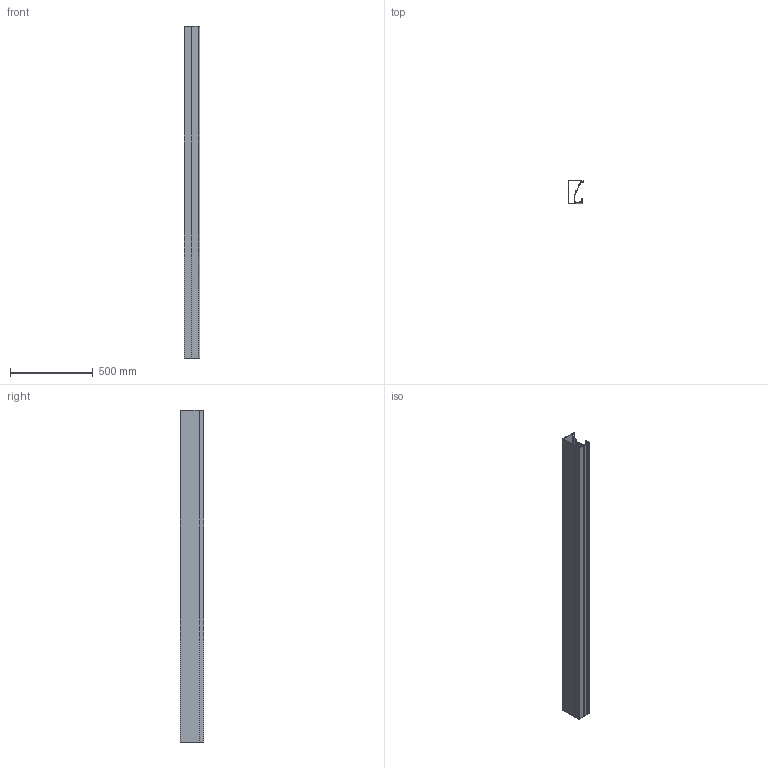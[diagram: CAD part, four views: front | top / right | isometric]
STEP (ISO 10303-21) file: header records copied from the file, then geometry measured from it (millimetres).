
FILE_DESCRIPTION(/* description */ (''),/* implementation_level */ '2;1');
FILE_NAME(/* name */ '6115775',/* time_stamp */ '2016-05-04T09:26:48+02:00',/* author */ (''),/* organization */ (''),/* preprocessor_version */ 'ST-DEVELOPER v15',/* originating_system */ '',/* authorisation */ '');
FILE_SCHEMA (('CONFIG_CONTROL_DESIGN'));
Length unit declared in the file: millimetre
Products named in the file (1): Document
Bounding box: 94.9 x 140 x 2000 mm (x, y, z)
Volume: 2133466.7 mm3; surface area: 2381365 mm2
Topology: 3 solids, 3 shells, 128 faces, 366 edges, 244 vertices
Faces by surface type: bspline 122, plane 6
Entity records: 3976 total; most frequent: CARTESIAN_POINT 2136, ORIENTED_EDGE 732, EDGE_CURVE 366, VERTEX_POINT 244, ADVANCED_FACE 128, FACE_OUTER_BOUND 128, EDGE_LOOP 128, DIRECTION 10
